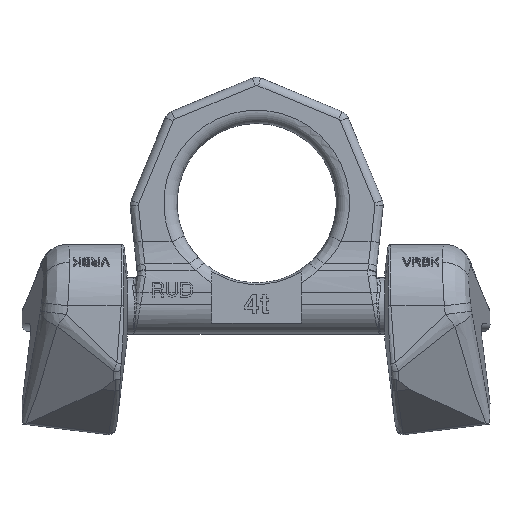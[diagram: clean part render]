
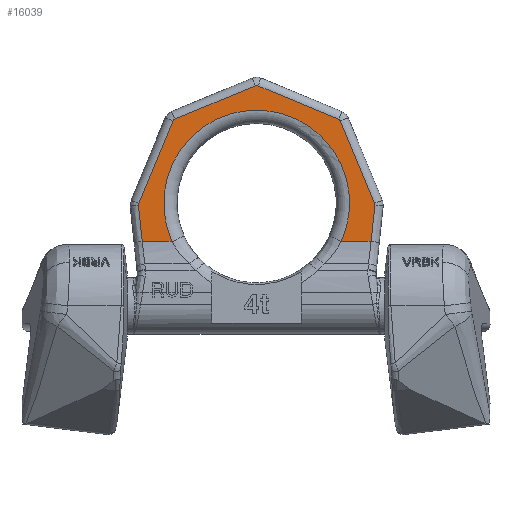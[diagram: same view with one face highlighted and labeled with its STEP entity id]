
A CAD part, top view. The second image highlights one B-rep face of the part: STEP entity #16039.
In plain terms, the highlighted face is planar.
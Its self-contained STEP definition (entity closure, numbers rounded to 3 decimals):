
#8659=CARTESIAN_POINT('',(35.621,7.,0.623));
#8660=CARTESIAN_POINT('',(35.482,7.,1.944));
#8661=CARTESIAN_POINT('',(35.211,7.,4.518));
#8662=CARTESIAN_POINT('',(34.828,7.,8.164));
#8663=CARTESIAN_POINT('',(34.586,7.,10.465));
#8664=CARTESIAN_POINT('',(34.469,7.,11.582));
#8666=DIRECTION('',(1.,0.,0.));
#8667=VECTOR('',#8666,8.977);
#8668=CARTESIAN_POINT('',(25.492,7.,11.582));
#8669=LINE('',#8668,#8667);
#8670=DIRECTION('',(1.,0.,0.));
#8671=VECTOR('',#8670,8.977);
#8672=CARTESIAN_POINT('',(-34.469,7.,11.582));
#8673=LINE('',#8672,#8671);
#8674=CARTESIAN_POINT('',(-34.469,7.,11.582));
#8675=CARTESIAN_POINT('',(-34.586,7.,10.464));
#8676=CARTESIAN_POINT('',(-34.828,7.,8.162));
#8677=CARTESIAN_POINT('',(-35.212,7.,4.516));
#8678=CARTESIAN_POINT('',(-35.482,7.,1.943));
#8679=CARTESIAN_POINT('',(-35.621,7.,0.623));
#8681=CARTESIAN_POINT('',(-34.626,7.,0.518));
#8682=DIRECTION('',(0.,-1.,0.));
#8683=DIRECTION('',(-0.995,0.,0.105));
#8684=AXIS2_PLACEMENT_3D('',#8681,#8682,#8683);
#8686=DIRECTION('',(0.383,0.,-0.924));
#8687=VECTOR('',#8686,26.898);
#8688=CARTESIAN_POINT('',(-35.55,7.,0.135));
#8689=LINE('',#8688,#8687);
#8690=CARTESIAN_POINT('',(-24.333,7.,-24.333));
#8691=DIRECTION('',(0.,-1.,0.));
#8692=DIRECTION('',(-0.924,0.,-0.383));
#8693=AXIS2_PLACEMENT_3D('',#8690,#8691,#8692);
#8695=DIRECTION('',(0.924,0.,-0.383));
#8696=VECTOR('',#8695,26.338);
#8697=CARTESIAN_POINT('',(-24.715,7.,-25.257));
#8698=LINE('',#8697,#8696);
#8699=CARTESIAN_POINT('',(0.,7.,-34.412));
#8700=DIRECTION('',(0.,-1.,0.));
#8701=DIRECTION('',(-0.383,0.,-0.924));
#8702=AXIS2_PLACEMENT_3D('',#8699,#8700,#8701);
#8704=DIRECTION('',(0.924,0.,0.383));
#8705=VECTOR('',#8704,26.338);
#8706=CARTESIAN_POINT('',(0.383,7.,-35.336));
#8707=LINE('',#8706,#8705);
#8708=CARTESIAN_POINT('',(24.333,7.,-24.333));
#8709=DIRECTION('',(0.,-1.,0.));
#8710=DIRECTION('',(0.383,0.,-0.924));
#8711=AXIS2_PLACEMENT_3D('',#8708,#8709,#8710);
#8713=DIRECTION('',(0.383,0.,0.924));
#8714=VECTOR('',#8713,26.898);
#8715=CARTESIAN_POINT('',(25.257,7.,-24.715));
#8716=LINE('',#8715,#8714);
#8717=CARTESIAN_POINT('',(34.626,7.,0.518));
#8718=DIRECTION('',(0.,-1.,0.));
#8719=DIRECTION('',(0.924,0.,-0.383));
#8720=AXIS2_PLACEMENT_3D('',#8717,#8718,#8719);
#8732=CARTESIAN_POINT('',(34.469,7.,11.582));
#8743=CARTESIAN_POINT('',(25.492,7.,11.582));
#11606=CARTESIAN_POINT('',(-25.492,7.,
11.582));
#11613=CARTESIAN_POINT('',(0.,7.,0.));
#11614=DIRECTION('',(0.,-1.,0.));
#11615=DIRECTION('',(-0.91,0.,0.414));
#11616=AXIS2_PLACEMENT_3D('',#11613,#11614,#11615);
#13072=VERTEX_POINT('',#11606);
#13078=VERTEX_POINT('',#8743);
#13107=VERTEX_POINT('',#8732);
#13109=VERTEX_POINT('',#8659);
#13112=CARTESIAN_POINT('',(35.55,7.,0.135));
#13113=VERTEX_POINT('',#13112);
#13116=CARTESIAN_POINT('',(25.257,7.,-24.715));
#13117=VERTEX_POINT('',#13116);
#13120=CARTESIAN_POINT('',(24.715,7.,-25.257));
#13121=VERTEX_POINT('',#13120);
#13124=CARTESIAN_POINT('',(0.383,7.,-35.336));
#13125=VERTEX_POINT('',#13124);
#13130=CARTESIAN_POINT('',(-24.715,7.,-25.257));
#13131=CARTESIAN_POINT('',(-0.383,7.,-35.336));
#13132=VERTEX_POINT('',#13130);
#13133=VERTEX_POINT('',#13131);
#13136=CARTESIAN_POINT('',(-25.257,7.,-24.715));
#13137=VERTEX_POINT('',#13136);
#13140=CARTESIAN_POINT('',(-35.55,7.,0.135));
#13141=VERTEX_POINT('',#13140);
#13144=CARTESIAN_POINT('',(-35.621,7.,0.623));
#13145=VERTEX_POINT('',#13144);
#13147=VERTEX_POINT('',#8674);
#16010=CARTESIAN_POINT('',(52.,7.,-40.));
#16011=DIRECTION('',(0.,-1.,0.));
#16012=DIRECTION('',(0.,0.,1.));
#16013=AXIS2_PLACEMENT_3D('',#16010,#16011,#16012);
#16014=PLANE('',#16013);
#16016=ORIENTED_EDGE('',*,*,#16015,.T.);
#16018=ORIENTED_EDGE('',*,*,#16017,.F.);
#16020=ORIENTED_EDGE('',*,*,#16019,.F.);
#16022=ORIENTED_EDGE('',*,*,#16021,.F.);
#16023=ORIENTED_EDGE('',*,*,#15939,.T.);
#16024=ORIENTED_EDGE('',*,*,#15965,.T.);
#16025=ORIENTED_EDGE('',*,*,#15979,.T.);
#16026=ORIENTED_EDGE('',*,*,#16004,.T.);
#16027=ORIENTED_EDGE('',*,*,#15680,.T.);
#16028=ORIENTED_EDGE('',*,*,#15667,.T.);
#16030=ORIENTED_EDGE('',*,*,#16029,.T.);
#16032=ORIENTED_EDGE('',*,*,#16031,.T.);
#16034=ORIENTED_EDGE('',*,*,#16033,.T.);
#16036=ORIENTED_EDGE('',*,*,#16035,.T.);
#16037=EDGE_LOOP('',(#16016,#16018,#16020,#16022,#16023,#16024,#16025,#16026,
#16027,#16028,#16030,#16032,#16034,#16036));
#16038=FACE_OUTER_BOUND('',#16037,.F.);
#16039=ADVANCED_FACE('',(#16038),#16014,.F.);
#8665=B_SPLINE_CURVE_WITH_KNOTS('',3,(#8659,#8660,#8661,#8662,#8663,#8664),
.UNSPECIFIED.,.F.,.F.,(4,1,1,4),(0.,0.333,0.667,1.),
.UNSPECIFIED.);
#8680=B_SPLINE_CURVE_WITH_KNOTS('',3,(#8674,#8675,#8676,#8677,#8678,#8679),
.UNSPECIFIED.,.F.,.F.,(4,1,1,4),(0.,0.333,0.667,1.),
.UNSPECIFIED.);
#8685=CIRCLE('',#8684,1.);
#8694=CIRCLE('',#8693,1.);
#8703=CIRCLE('',#8702,1.);
#8712=CIRCLE('',#8711,1.);
#8721=CIRCLE('',#8720,1.);
#11617=CIRCLE('',#11616,28.);
#15667=EDGE_CURVE('',#13133,#13125,#8703,.T.);
#15680=EDGE_CURVE('',#13132,#13133,#8698,.T.);
#15939=EDGE_CURVE('',#13147,#13145,#8680,.T.);
#15965=EDGE_CURVE('',#13145,#13141,#8685,.T.);
#15979=EDGE_CURVE('',#13141,#13137,#8689,.T.);
#16004=EDGE_CURVE('',#13137,#13132,#8694,.T.);
#16015=EDGE_CURVE('',#13109,#13107,#8665,.T.);
#16017=EDGE_CURVE('',#13078,#13107,#8669,.T.);
#16019=EDGE_CURVE('',#13072,#13078,#11617,.T.);
#16021=EDGE_CURVE('',#13147,#13072,#8673,.T.);
#16029=EDGE_CURVE('',#13125,#13121,#8707,.T.);
#16031=EDGE_CURVE('',#13121,#13117,#8712,.T.);
#16033=EDGE_CURVE('',#13117,#13113,#8716,.T.);
#16035=EDGE_CURVE('',#13113,#13109,#8721,.T.);
